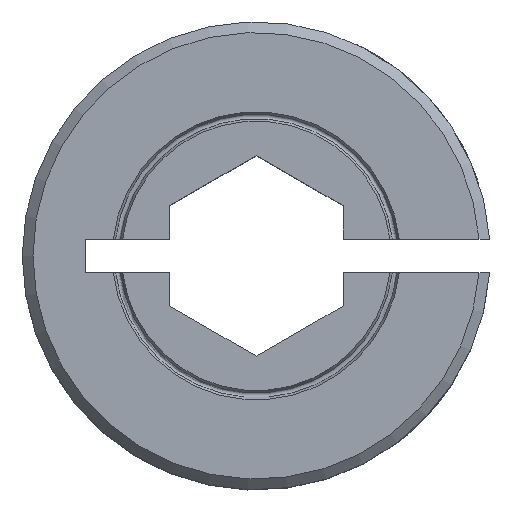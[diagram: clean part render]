
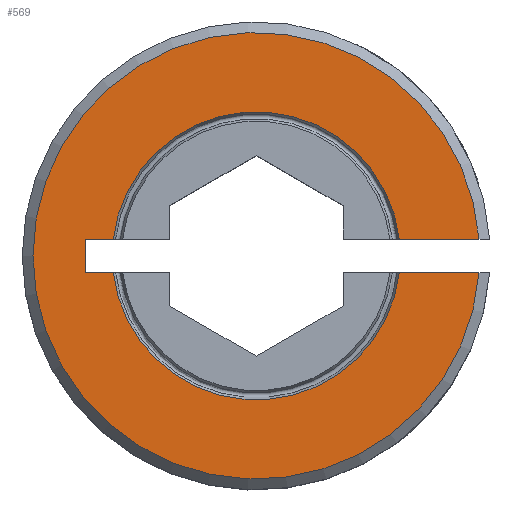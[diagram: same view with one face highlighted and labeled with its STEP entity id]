
A CAD part, top view. The second image highlights one B-rep face of the part: STEP entity #569.
In plain terms, the highlighted planar face has unit normal (0, 0, 1).
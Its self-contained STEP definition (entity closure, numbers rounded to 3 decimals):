
#46=CIRCLE($,#609,10.605);
#47=CIRCLE($,#613,6.84);
#49=CIRCLE($,#617,6.84);
#95=FACE_OUTER_BOUND($,#132,.T.);
#132=EDGE_LOOP($,(#508,#509,#510,#511,#512,#513,#514,#515));
#141=LINE($,#776,#186);
#145=LINE($,#816,#190);
#155=LINE($,#888,#200);
#175=LINE($,#961,#220);
#179=LINE($,#1066,#224);
#186=VECTOR($,#633,1.334);
#190=VECTOR($,#639,3.781);
#200=VECTOR($,#661,3.781);
#220=VECTOR($,#699,1.334);
#224=VECTOR($,#741,1.588);
#230=VERTEX_POINT($,#773);
#231=VERTEX_POINT($,#775);
#239=VERTEX_POINT($,#811);
#240=VERTEX_POINT($,#815);
#255=VERTEX_POINT($,#883);
#256=VERTEX_POINT($,#887);
#273=VERTEX_POINT($,#956);
#274=VERTEX_POINT($,#960);
#287=EDGE_CURVE($,#231,#230,#141,.T.);
#296=EDGE_CURVE($,#240,#239,#145,.T.);
#315=EDGE_CURVE($,#256,#255,#155,.T.);
#341=EDGE_CURVE($,#273,#274,#175,.T.);
#356=EDGE_CURVE($,#256,#239,#46,.T.);
#357=EDGE_CURVE($,#274,#230,#179,.T.);
#358=EDGE_CURVE($,#273,#240,#47,.T.);
#360=EDGE_CURVE($,#255,#231,#49,.T.);
#508=ORIENTED_EDGE($,*,*,#358,.T.);
#509=ORIENTED_EDGE($,*,*,#296,.T.);
#510=ORIENTED_EDGE($,*,*,#356,.F.);
#511=ORIENTED_EDGE($,*,*,#315,.T.);
#512=ORIENTED_EDGE($,*,*,#360,.T.);
#513=ORIENTED_EDGE($,*,*,#287,.T.);
#514=ORIENTED_EDGE($,*,*,#357,.F.);
#515=ORIENTED_EDGE($,*,*,#341,.F.);
#541=PLANE($,#616);
#569=ADVANCED_FACE($,(#95),#541,.T.);
#609=AXIS2_PLACEMENT_3D($,#1063,#735,#736);
#613=AXIS2_PLACEMENT_3D($,#1068,#744,#745);
#616=AXIS2_PLACEMENT_3D($,#1071,#750,#751);
#617=AXIS2_PLACEMENT_3D($,#1072,#752,#753);
#633=DIRECTION($,(-1.,0.,0.));
#639=DIRECTION($,(1.,0.,0.));
#661=DIRECTION($,(-1.,0.,0.));
#699=DIRECTION($,(-1.,0.,0.));
#735=DIRECTION('center_axis',(0.,0.,
-1.));
#736=DIRECTION('ref_axis',(-1.,0.,0.));
#741=DIRECTION($,(0.,-1.,0.));
#744=DIRECTION('center_axis',(0.,0.,
-1.));
#745=DIRECTION('ref_axis',(-0.993,0.116,0.));
#750=DIRECTION('center_axis',(0.,0.,1.));
#751=DIRECTION('ref_axis',(1.,0.,0.));
#752=DIRECTION('center_axis',(0.,0.,
-1.));
#753=DIRECTION('ref_axis',(0.993,-0.116,0.));
#773=CARTESIAN_POINT('',(-8.128,-0.794,8.712));
#775=CARTESIAN_POINT('',(-6.794,-0.794,8.712));
#776=CARTESIAN_POINT($,(-6.794,-0.794,8.712));
#811=CARTESIAN_POINT('',(10.575,0.794,8.712));
#815=CARTESIAN_POINT('',(6.794,0.794,8.712));
#816=CARTESIAN_POINT($,(6.794,0.794,8.712));
#883=CARTESIAN_POINT('',(6.794,-0.794,8.712));
#887=CARTESIAN_POINT('',(10.575,-0.794,8.712));
#888=CARTESIAN_POINT($,(10.575,-0.794,8.712));
#956=CARTESIAN_POINT('',(-6.794,0.794,8.712));
#960=CARTESIAN_POINT('',(-8.128,0.794,8.712));
#961=CARTESIAN_POINT($,(-6.794,0.794,8.712));
#1063=CARTESIAN_POINT('Origin',(0.,0.,
8.712));
#1066=CARTESIAN_POINT($,(-8.128,0.794,8.712));
#1068=CARTESIAN_POINT('Origin',(0.,0.,
8.712));
#1071=CARTESIAN_POINT('Origin',(-0.015,-10.732,8.712));
#1072=CARTESIAN_POINT('Origin',(0.,0.,
8.712));
